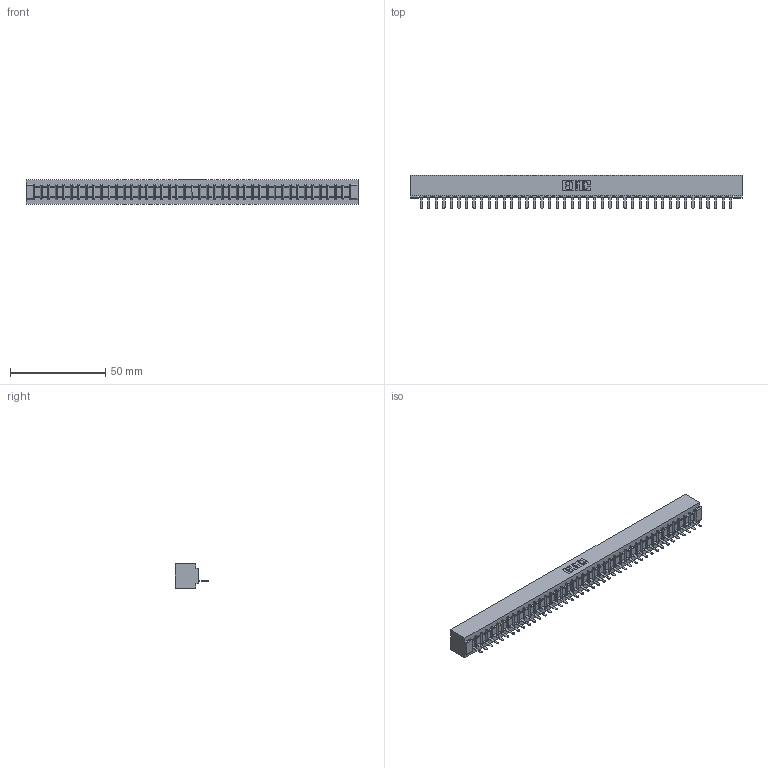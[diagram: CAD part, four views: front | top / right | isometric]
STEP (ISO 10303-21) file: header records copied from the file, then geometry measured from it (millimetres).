
FILE_DESCRIPTION (( 'STEP AP203' ), '1' );
FILE_NAME ('307-042-521-101.STEP', '2019-09-05T11:39:13', ( '' ), ( '' ), 'SwSTEP 2.0', 'SolidWorks 2016', '' );
FILE_SCHEMA (( 'CONFIG_CONTROL_DESIGN' ));
Length unit declared in the file: inch
Products named in the file (3): 307-042-521-101; 307-290-002_521; 307 Part_No Mounting Lugs
Assembly tree (43 placements, depth 2):
  307-042-521-101
    307 Part_No Mounting Lugs
    307-290-002_521  x42
Bounding box: 174.29 x 17.42 x 12.7 mm (x, y, z)
Volume: 19212 mm3; surface area: 24512.9 mm2
Topology: 43 solids, 43 shells, 3261 faces, 10043 edges, 6578 vertices
Faces by surface type: plane 1956, cylinder 1219, sphere 86
Entity records: 36446 total; most frequent: CARTESIAN_POINT 6148, ORIENTED_EDGE 6138, DIRECTION 5971, EDGE_CURVE 3069, LINE 2353, VECTOR 2353, VERTEX_POINT 1986, AXIS2_PLACEMENT_3D 1809
